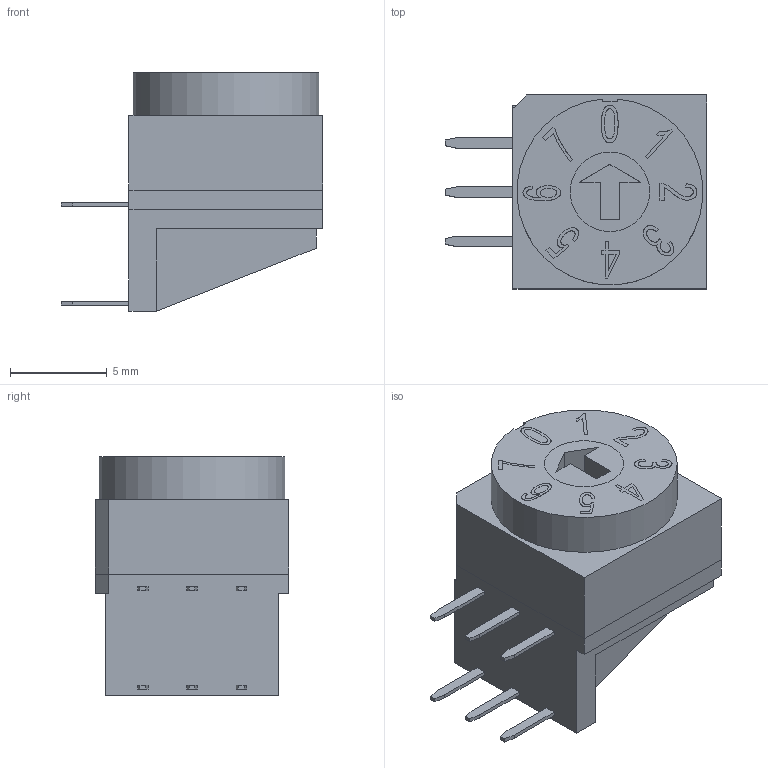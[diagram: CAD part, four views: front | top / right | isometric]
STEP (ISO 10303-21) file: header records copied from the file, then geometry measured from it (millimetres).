
FILE_DESCRIPTION(/* description */ (''),/* implementation_level */ '2;1');
FILE_NAME(/* name */ 'RDTAx08R1x.stp',/* time_stamp */ '2025-06-03T10:57:57-05:00',/* author */ ('mroman'),/* organization */ (''),/* preprocessor_version */ 'ST-DEVELOPER v18.1',/* originating_system */ 'Autodesk Inventor 2022',/* authorisation */ '');
FILE_SCHEMA (('AUTOMOTIVE_DESIGN { 1 0 10303 214 3 1 1 }'));
Length unit declared in the file: centimetre
Products named in the file (1): RDTAx08R1x
Bounding box: 13.5 x 10 x 12.3 mm (x, y, z)
Volume: 890 mm3; surface area: 714.3 mm2
Topology: 1 solids, 2 shells, 190 faces, 491 edges, 325 vertices
Faces by surface type: plane 132, bspline 56, cylinder 2
Full cylindrical faces by diameter (mm): 4.1 x1
Entity records: 6009 total; most frequent: CARTESIAN_POINT 1711, ORIENTED_EDGE 982, DIRECTION 654, EDGE_CURVE 491, LINE 374, VECTOR 374, VERTEX_POINT 325, EDGE_LOOP 210
